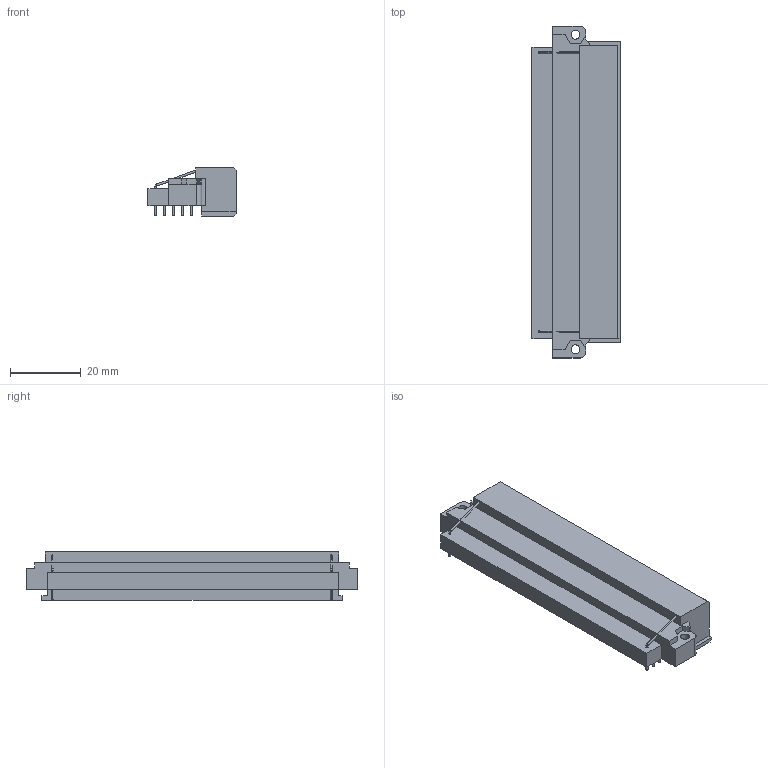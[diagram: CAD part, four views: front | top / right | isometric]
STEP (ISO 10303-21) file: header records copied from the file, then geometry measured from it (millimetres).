
FILE_DESCRIPTION((''),'2;1');
FILE_NAME('HARTING_02 04 160 1101.stp','2013-01-28T18:20:26',(''),(''),'Mechanical Desktop 2011','Mechanical Desktop 2011',', , ');
FILE_SCHEMA(('AUTOMOTIVE_DESIGN { 1 2 10303 214 1 1 1 1 }'));
Length unit declared in the file: millimetre
Products named in the file (1): Product
Bounding box: 24.9 x 93.8 x 13.6 mm (x, y, z)
Volume: 20135.9 mm3; surface area: 7399.3 mm2
Topology: 13 solids, 13 shells, 152 faces, 349 edges, 233 vertices
Faces by surface type: plane 106, cylinder 34, bspline 10, torus 2
Entity records: 4280 total; most frequent: CARTESIAN_POINT 757, DIRECTION 699, ORIENTED_EDGE 682, EDGE_CURVE 341, VECTOR 277, LINE 277, VERTEX_POINT 225, AXIS2_PLACEMENT_3D 211
